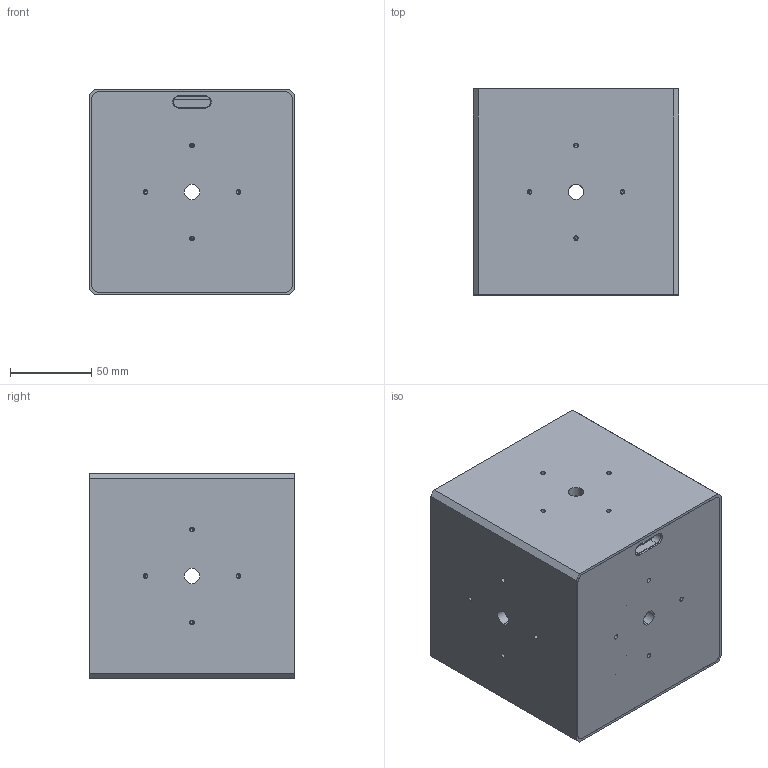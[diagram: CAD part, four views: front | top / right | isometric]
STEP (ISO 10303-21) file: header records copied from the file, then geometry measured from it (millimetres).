
FILE_DESCRIPTION (( 'STEP AP214' ), '1' );
FILE_NAME ('D1800030-v1 (VAC. ENCLOSURE).STEP', '2018-02-09T19:53:58', ( 'esanchez' ), ( 'Microsoft' ), 'SwSTEP 2.0', 'SolidWorks 2017', '' );
FILE_SCHEMA (( 'AUTOMOTIVE_DESIGN' ));
Length unit declared in the file: inch
Products named in the file (4): D1800031 ELECTRIC FIELD METER VAC. ENCLOSURE, LID_-101 DETAIL; D1800031 ELECTRIC FIELD METER VAC. ENCLOSURE, LID_-102 DETAIL; D1800030-v1 (VAC. ENCLOSURE); D1800030 ELECTRIC FIELD METER VAC. ENCLOSURE, BODY
Assembly tree (3 placements, depth 2):
  D1800030-v1 (VAC. ENCLOSURE)
    D1800031 ELECTRIC FIELD METER VAC. ENCLOSURE, LID_-102 DETAIL
    D1800031 ELECTRIC FIELD METER VAC. ENCLOSURE, LID_-101 DETAIL
    D1800030 ELECTRIC FIELD METER VAC. ENCLOSURE, BODY
Bounding box: 127 x 127 x 127 mm (x, y, z)
Volume: 547235 mm3; surface area: 197347 mm2
Topology: 3 solids, 3 shells, 429 faces, 1006 edges, 588 vertices
Faces by surface type: cylinder 230, cone 108, plane 91
Entity records: 11900 total; most frequent: DIRECTION 2258, CARTESIAN_POINT 1937, ORIENTED_EDGE 1828, EDGE_CURVE 914, AXIS2_PLACEMENT_3D 909, VERTEX_POINT 588, EDGE_LOOP 544, CIRCLE 474
